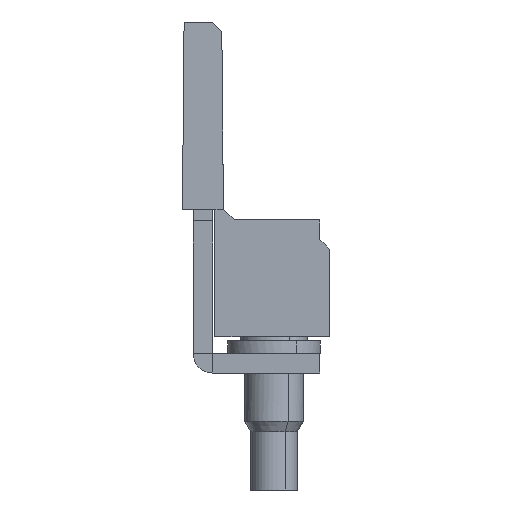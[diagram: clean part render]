
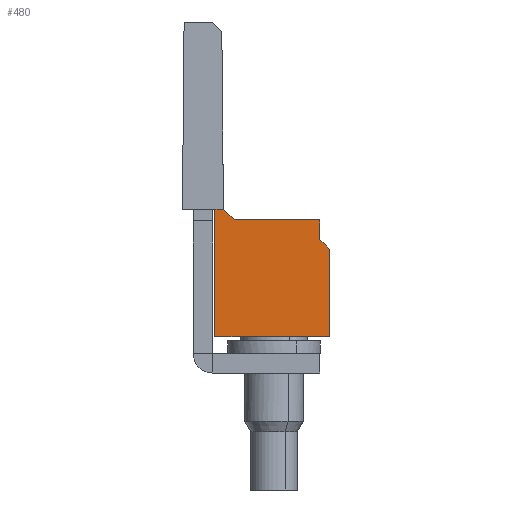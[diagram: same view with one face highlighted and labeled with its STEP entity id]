
A CAD part, left-side view. The second image highlights one B-rep face of the part: STEP entity #480.
In plain terms, the highlighted planar face has unit normal (-1, 0, 0).
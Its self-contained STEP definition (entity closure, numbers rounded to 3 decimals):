
#436=AXIS2_PLACEMENT_3D('Plane Axis2P3D',#433,#434,#435) ;
#247=CARTESIAN_POINT('Vertex',(0.,0.,7.85)) ;
#250=CARTESIAN_POINT('Line Origine',(0.,2.94,7.85)) ;
#254=CARTESIAN_POINT('Vertex',(0.,5.88,7.85)) ;
#284=CARTESIAN_POINT('Vertex',(0.,4.885,13.85)) ;
#287=CARTESIAN_POINT('Line Origine',(0.,2.693,13.85)) ;
#291=CARTESIAN_POINT('Vertex',(0.,0.5,13.85)) ;
#406=CARTESIAN_POINT('Line Origine',(0.,0.,9.35)) ;
#410=CARTESIAN_POINT('Vertex',(0.,0.,10.85)) ;
#417=CARTESIAN_POINT('Vertex',(0.,0.,12.35)) ;
#420=CARTESIAN_POINT('Line Origine',(0.,0.,11.6)) ;
#433=CARTESIAN_POINT('Axis2P3D Location',(0.,5.88,7.85)) ;
#438=CARTESIAN_POINT('Line Origine',(0.,0.25,12.6)) ;
#442=CARTESIAN_POINT('Vertex',(0.,0.5,12.85)) ;
#445=CARTESIAN_POINT('Line Origine',(0.,0.5,13.35)) ;
#450=CARTESIAN_POINT('Line Origine',(0.,5.165,14.125)) ;
#454=CARTESIAN_POINT('Vertex',(0.,5.445,14.4)) ;
#457=CARTESIAN_POINT('Line Origine',(0.,5.663,14.4)) ;
#461=CARTESIAN_POINT('Vertex',(0.,5.88,14.4)) ;
#464=CARTESIAN_POINT('Line Origine',(0.,5.88,11.125)) ;
#251=DIRECTION('Vector Direction',(0.,-1.,0.)) ;
#288=DIRECTION('Vector Direction',(0.,-1.,0.)) ;
#407=DIRECTION('Vector Direction',(0.,0.,-1.)) ;
#421=DIRECTION('Vector Direction',(0.,0.,-1.)) ;
#434=DIRECTION('Axis2P3D Direction',(1.,0.,0.)) ;
#435=DIRECTION('Axis2P3D XDirection',(0.,-1.,0.)) ;
#439=DIRECTION('Vector Direction',(0.,-0.707,-0.707)) ;
#446=DIRECTION('Vector Direction',(0.,0.,-1.)) ;
#451=DIRECTION('Vector Direction',(0.,-0.713,-0.701)) ;
#458=DIRECTION('Vector Direction',(0.,-1.,0.)) ;
#465=DIRECTION('Vector Direction',(0.,0.,-1.)) ;
#252=VECTOR('Line Direction',#251,1.) ;
#289=VECTOR('Line Direction',#288,1.) ;
#408=VECTOR('Line Direction',#407,1.) ;
#422=VECTOR('Line Direction',#421,1.) ;
#440=VECTOR('Line Direction',#439,1.) ;
#447=VECTOR('Line Direction',#446,1.) ;
#452=VECTOR('Line Direction',#451,1.) ;
#459=VECTOR('Line Direction',#458,1.) ;
#466=VECTOR('Line Direction',#465,1.) ;
#470=ORIENTED_EDGE('',*,*,#444,.F.) ;
#471=ORIENTED_EDGE('',*,*,#449,.F.) ;
#472=ORIENTED_EDGE('',*,*,#293,.F.) ;
#473=ORIENTED_EDGE('',*,*,#456,.F.) ;
#474=ORIENTED_EDGE('',*,*,#463,.T.) ;
#475=ORIENTED_EDGE('',*,*,#468,.T.) ;
#476=ORIENTED_EDGE('',*,*,#256,.F.) ;
#477=ORIENTED_EDGE('',*,*,#412,.F.) ;
#478=ORIENTED_EDGE('',*,*,#424,.F.) ;
#480=ADVANCED_FACE('KU_WQV10/10',(#479),#437,.F.) ;
#256=EDGE_CURVE('',#248,#255,#253,.F.) ;
#293=EDGE_CURVE('',#285,#292,#290,.T.) ;
#412=EDGE_CURVE('',#411,#248,#409,.T.) ;
#424=EDGE_CURVE('',#418,#411,#423,.T.) ;
#444=EDGE_CURVE('',#443,#418,#441,.T.) ;
#449=EDGE_CURVE('',#292,#443,#448,.T.) ;
#456=EDGE_CURVE('',#455,#285,#453,.T.) ;
#463=EDGE_CURVE('',#455,#462,#460,.F.) ;
#468=EDGE_CURVE('',#462,#255,#467,.T.) ;
#469=EDGE_LOOP('',(#470,#471,#472,#473,#474,#475,#476,#477,#478)) ;
#479=FACE_OUTER_BOUND('',#469,.T.) ;
#253=LINE('Line',#250,#252) ;
#290=LINE('Line',#287,#289) ;
#409=LINE('Line',#406,#408) ;
#423=LINE('Line',#420,#422) ;
#441=LINE('Line',#438,#440) ;
#448=LINE('Line',#445,#447) ;
#453=LINE('Line',#450,#452) ;
#460=LINE('Line',#457,#459) ;
#467=LINE('Line',#464,#466) ;
#437=PLANE('',#436) ;
#248=VERTEX_POINT('',#247) ;
#255=VERTEX_POINT('',#254) ;
#285=VERTEX_POINT('',#284) ;
#292=VERTEX_POINT('',#291) ;
#411=VERTEX_POINT('',#410) ;
#418=VERTEX_POINT('',#417) ;
#443=VERTEX_POINT('',#442) ;
#455=VERTEX_POINT('',#454) ;
#462=VERTEX_POINT('',#461) ;
